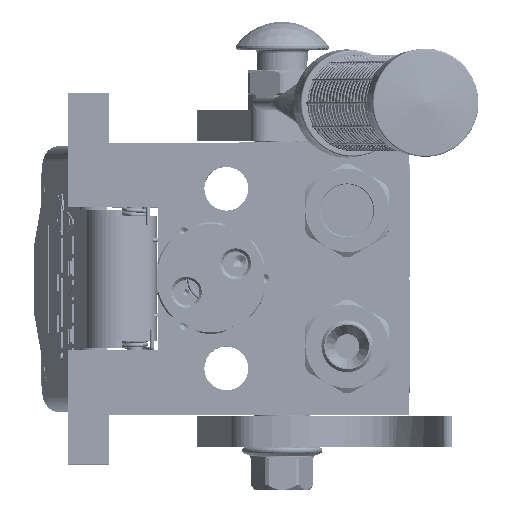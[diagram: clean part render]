
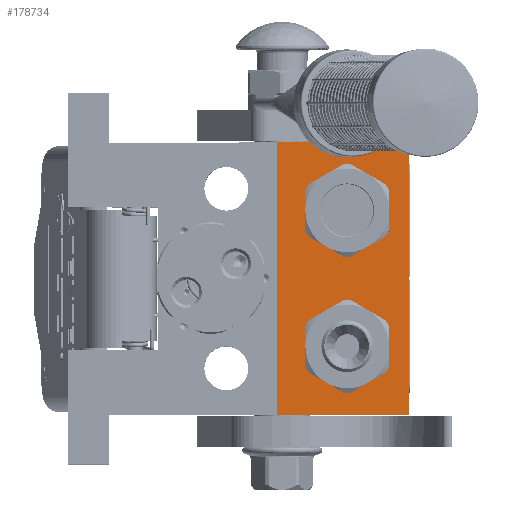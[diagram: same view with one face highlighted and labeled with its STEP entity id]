
A CAD part, top view. The second image highlights one B-rep face of the part: STEP entity #178734.
In plain terms, the highlighted face is planar.
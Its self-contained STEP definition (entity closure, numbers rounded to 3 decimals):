
#227 = CARTESIAN_POINT ( 'NONE',  ( 22., 8.9, -32.15 ) ) ;
#238 = FACE_BOUND ( 'NONE', #105499, .T. ) ;
#3701 = DIRECTION ( 'NONE',  ( 0., 0., -1. ) ) ;
#9911 = EDGE_CURVE ( 'NONE', #41227, #164543, #54715, .T. ) ;
#12219 = CARTESIAN_POINT ( 'NONE',  ( -44., 8.9, -42.5 ) ) ;
#24440 = CARTESIAN_POINT ( 'NONE',  ( -22., 8.9, -20. ) ) ;
#24534 = AXIS2_PLACEMENT_3D ( 'NONE', #42971, #44439, #79976 ) ;
#26065 = CARTESIAN_POINT ( 'NONE',  ( -44., 8.9, 0. ) ) ;
#27872 = CARTESIAN_POINT ( 'NONE',  ( 44., 8.9, 0. ) ) ;
#33663 = EDGE_CURVE ( 'NONE', #49753, #116679, #186671, .T. ) ;
#33770 = CARTESIAN_POINT ( 'NONE',  ( 22., 8.9, -7.85 ) ) ;
#33823 = LINE ( 'NONE', #27872, #118928 ) ;
#34623 = ORIENTED_EDGE ( 'NONE', *, *, #201767, .T. ) ;
#36930 = ORIENTED_EDGE ( 'NONE', *, *, #141059, .F. ) ;
#38411 = AXIS2_PLACEMENT_3D ( 'NONE', #68367, #85464, #189477 ) ;
#41227 = VERTEX_POINT ( 'NONE', #26065 ) ;
#42971 = CARTESIAN_POINT ( 'NONE',  ( 0., 8.9, 0. ) ) ;
#43887 = LINE ( 'NONE', #101087, #142260 ) ;
#44432 = ORIENTED_EDGE ( 'NONE', *, *, #33663, .F. ) ;
#44439 = DIRECTION ( 'NONE',  ( 0., -1., 0. ) ) ;
#46285 = ORIENTED_EDGE ( 'NONE', *, *, #73130, .T. ) ;
#49753 = VERTEX_POINT ( 'NONE', #159425 ) ;
#54715 = LINE ( 'NONE', #109436, #67903 ) ;
#56198 = CARTESIAN_POINT ( 'NONE',  ( 44., 8.9, -42.5 ) ) ;
#56317 = CIRCLE ( 'NONE', #200528, 12.15 ) ;
#56382 = ORIENTED_EDGE ( 'NONE', *, *, #84302, .F. ) ;
#57628 = CARTESIAN_POINT ( 'NONE',  ( -44., 8.9, -42.5 ) ) ;
#58983 = CARTESIAN_POINT ( 'NONE',  ( 22., 8.9, -20. ) ) ;
#60506 = DIRECTION ( 'NONE',  ( 0., 0., -1. ) ) ;
#62689 = ORIENTED_EDGE ( 'NONE', *, *, #143248, .F. ) ;
#64904 = ORIENTED_EDGE ( 'NONE', *, *, #103092, .F. ) ;
#67903 = VECTOR ( 'NONE', #208972, 1000. ) ;
#68367 = CARTESIAN_POINT ( 'NONE',  ( 22., 8.9, -20. ) ) ;
#72693 = CARTESIAN_POINT ( 'NONE',  ( 44., 8.9, 0. ) ) ;
#73130 = EDGE_CURVE ( 'NONE', #41227, #209050, #43887, .T. ) ;
#76025 = DIRECTION ( 'NONE',  ( 0., 0., -1. ) ) ;
#76152 = DIRECTION ( 'NONE',  ( 1., 0., 0. ) ) ;
#77624 = EDGE_LOOP ( 'NONE', ( #46285, #34623, #56382, #194284 ) ) ;
#79976 = DIRECTION ( 'NONE',  ( 1., 0., 0. ) ) ;
#83216 = CARTESIAN_POINT ( 'NONE',  ( -22., 8.9, -20. ) ) ;
#84302 = EDGE_CURVE ( 'NONE', #164543, #216589, #33823, .T. ) ;
#85464 = DIRECTION ( 'NONE',  ( 0., -1., 0. ) ) ;
#91831 = VECTOR ( 'NONE', #76152, 1000. ) ;
#92330 = DIRECTION ( 'NONE',  ( 0., -1., 0. ) ) ;
#92997 = CIRCLE ( 'NONE', #38411, 12.15 ) ;
#101087 = CARTESIAN_POINT ( 'NONE',  ( -44., 8.9, 0. ) ) ;
#102243 = AXIS2_PLACEMENT_3D ( 'NONE', #83216, #199963, #131690 ) ;
#103092 = EDGE_CURVE ( 'NONE', #219199, #160157, #111097, .T. ) ;
#103781 = FACE_OUTER_BOUND ( 'NONE', #77624, .T. ) ;
#105350 = AXIS2_PLACEMENT_3D ( 'NONE', #58983, #92330, #76025 ) ;
#105499 = EDGE_LOOP ( 'NONE', ( #64904, #62689 ) ) ;
#106946 = EDGE_LOOP ( 'NONE', ( #36930, #44432 ) ) ;
#109436 = CARTESIAN_POINT ( 'NONE',  ( -44., 8.9, 0. ) ) ;
#111097 = CIRCLE ( 'NONE', #105350, 12.15 ) ;
#111980 = FACE_BOUND ( 'NONE', #106946, .T. ) ;
#116679 = VERTEX_POINT ( 'NONE', #156012 ) ;
#118928 = VECTOR ( 'NONE', #60506, 1000. ) ;
#126966 = DIRECTION ( 'NONE',  ( 0., 0., -1. ) ) ;
#131690 = DIRECTION ( 'NONE',  ( 0., 0., 1. ) ) ;
#141059 = EDGE_CURVE ( 'NONE', #116679, #49753, #56317, .T. ) ;
#142260 = VECTOR ( 'NONE', #3701, 1000. ) ;
#143248 = EDGE_CURVE ( 'NONE', #160157, #219199, #92997, .T. ) ;
#144841 = PLANE ( 'NONE',  #24534 ) ;
#156012 = CARTESIAN_POINT ( 'NONE',  ( -22., 8.9, -32.15 ) ) ;
#159425 = CARTESIAN_POINT ( 'NONE',  ( -22., 8.9, -7.85 ) ) ;
#160157 = VERTEX_POINT ( 'NONE', #33770 ) ;
#160412 = DIRECTION ( 'NONE',  ( 0., -1., 0. ) ) ;
#164543 = VERTEX_POINT ( 'NONE', #72693 ) ;
#178734 = ADVANCED_FACE ( 'NONE', ( #238, #111980, #103781 ), #144841, .T. ) ;
#182322 = LINE ( 'NONE', #57628, #91831 ) ;
#186671 = CIRCLE ( 'NONE', #102243, 12.15 ) ;
#189477 = DIRECTION ( 'NONE',  ( 0., 0., 1. ) ) ;
#194284 = ORIENTED_EDGE ( 'NONE', *, *, #9911, .F. ) ;
#199963 = DIRECTION ( 'NONE',  ( 0., -1., 0. ) ) ;
#200528 = AXIS2_PLACEMENT_3D ( 'NONE', #24440, #160412, #126966 ) ;
#201767 = EDGE_CURVE ( 'NONE', #209050, #216589, #182322, .T. ) ;
#208972 = DIRECTION ( 'NONE',  ( 1., 0., 0. ) ) ;
#209050 = VERTEX_POINT ( 'NONE', #12219 ) ;
#216589 = VERTEX_POINT ( 'NONE', #56198 ) ;
#219199 = VERTEX_POINT ( 'NONE', #227 ) ;
